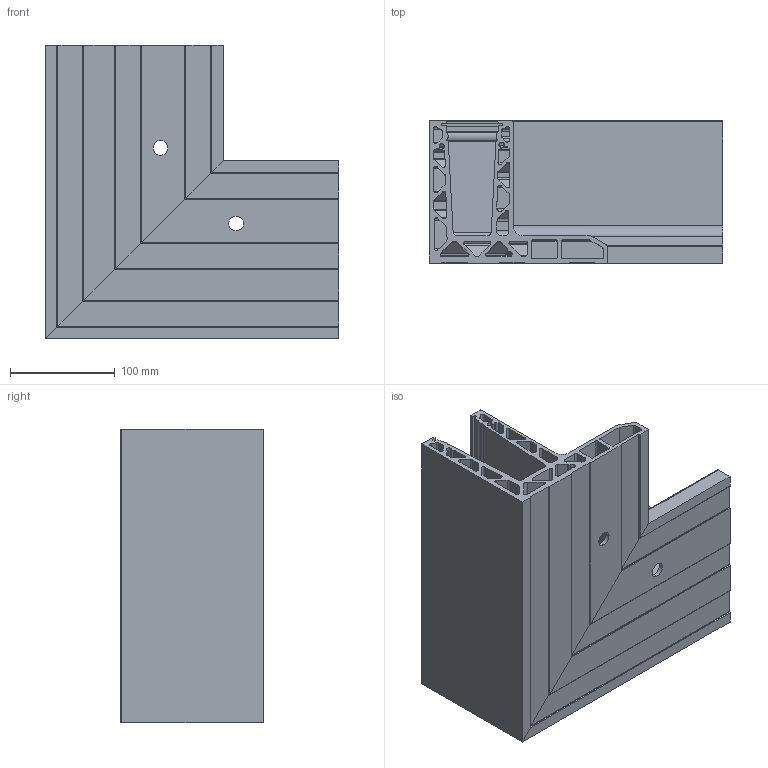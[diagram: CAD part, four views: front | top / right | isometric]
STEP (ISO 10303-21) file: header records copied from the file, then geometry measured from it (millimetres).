
FILE_DESCRIPTION (( 'STEP AP214' ), '1' );
FILE_NAME ('AL_0018-S-E-90-OUT.STEP', '2024-06-26T10:02:40', ( '' ), ( '' ), 'SwSTEP 2.0', 'SolidWorks 2019', '' );
FILE_SCHEMA (( 'AUTOMOTIVE_DESIGN' ));
Length unit declared in the file: millimetre
Products named in the file (1): AL_0018-S-E-90-OUT
Bounding box: 280.17 x 136 x 280.17 mm (x, y, z)
Volume: 2016480.9 mm3; surface area: 821563.1 mm2
Topology: 1 solids, 1 shells, 448 faces, 1119 edges, 673 vertices
Faces by surface type: cylinder 254, plane 194
Entity records: 13150 total; most frequent: CARTESIAN_POINT 2613, ORIENTED_EDGE 2238, DIRECTION 2156, EDGE_CURVE 1119, VECTOR 734, LINE 734, AXIS2_PLACEMENT_3D 711, VERTEX_POINT 673
